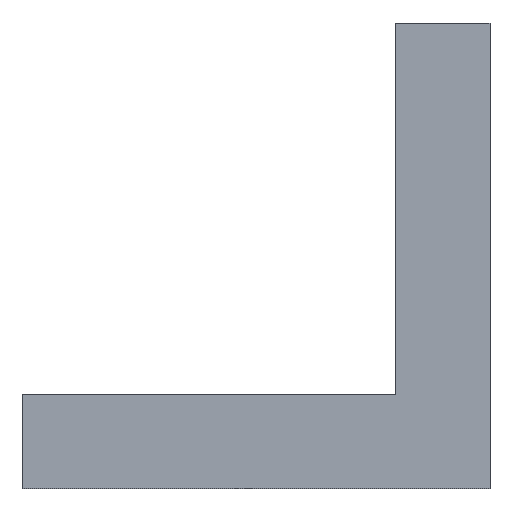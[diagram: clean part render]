
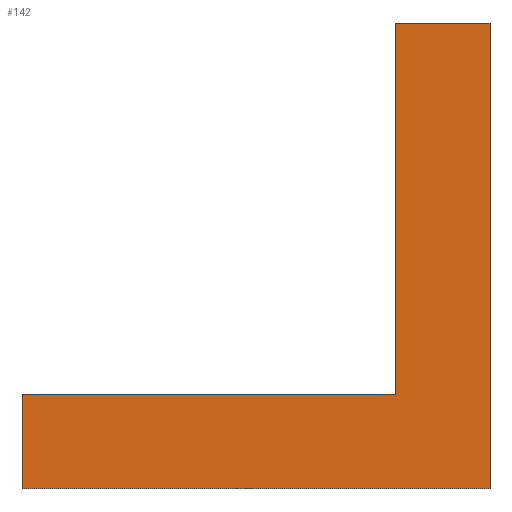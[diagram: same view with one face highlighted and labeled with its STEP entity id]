
A CAD part, top view. The second image highlights one B-rep face of the part: STEP entity #142.
In plain terms, the highlighted planar face has unit normal (0, 0, 1).
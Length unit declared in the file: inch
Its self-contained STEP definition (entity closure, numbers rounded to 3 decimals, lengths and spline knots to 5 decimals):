
#16=FACE_OUTER_BOUND('',#24,.T.);
#24=EDGE_LOOP('',(#101,#102,#103,#104,#105,#106));
#34=LINE('',#216,#52);
#35=LINE('',#219,#53);
#36=LINE('',#221,#54);
#37=LINE('',#223,#55);
#38=LINE('',#225,#56);
#39=LINE('',#226,#57);
#52=VECTOR('',#178,0.3937);
#53=VECTOR('',#181,0.3937);
#54=VECTOR('',#182,0.3937);
#55=VECTOR('',#183,0.3937);
#56=VECTOR('',#184,0.3937);
#57=VECTOR('',#185,0.3937);
#68=VERTEX_POINT('',#210);
#70=VERTEX_POINT('',#214);
#71=VERTEX_POINT('',#218);
#72=VERTEX_POINT('',#220);
#73=VERTEX_POINT('',#222);
#74=VERTEX_POINT('',#224);
#82=EDGE_CURVE('',#68,#70,#34,.T.);
#83=EDGE_CURVE('',#71,#70,#35,.T.);
#84=EDGE_CURVE('',#71,#72,#36,.T.);
#85=EDGE_CURVE('',#72,#73,#37,.T.);
#86=EDGE_CURVE('',#74,#73,#38,.T.);
#87=EDGE_CURVE('',#74,#68,#39,.T.);
#101=ORIENTED_EDGE('',*,*,#82,.T.);
#102=ORIENTED_EDGE('',*,*,#83,.F.);
#103=ORIENTED_EDGE('',*,*,#84,.T.);
#104=ORIENTED_EDGE('',*,*,#85,.T.);
#105=ORIENTED_EDGE('',*,*,#86,.F.);
#106=ORIENTED_EDGE('',*,*,#87,.T.);
#134=PLANE('',#164);
#142=ADVANCED_FACE('',(#16),#134,.T.);
#164=AXIS2_PLACEMENT_3D('',#217,#179,#180);
#178=DIRECTION('',(0.,-1.,0.));
#179=DIRECTION('center_axis',(0.,0.,
1.));
#180=DIRECTION('ref_axis',(1.,0.,0.));
#181=DIRECTION('',(-1.,0.,0.));
#182=DIRECTION('',(0.,1.,0.));
#183=DIRECTION('',(-1.,0.,0.));
#184=DIRECTION('',(0.,1.,0.));
#185=DIRECTION('',(-1.,0.,0.));
#210=CARTESIAN_POINT('',(-31.875,15.99996,4.52306));
#214=CARTESIAN_POINT('',(-31.875,11.99996,4.52306));
#216=CARTESIAN_POINT('',(-31.875,14.99996,4.52306));
#217=CARTESIAN_POINT('Origin',(-16.,15.99996,4.52306));
#218=CARTESIAN_POINT('',(-12.,11.99996,4.52306));
#219=CARTESIAN_POINT('',(0.,11.99996,4.52306));
#220=CARTESIAN_POINT('',(-12.,31.75454,4.52306));
#221=CARTESIAN_POINT('',(-12.,15.99996,4.52306));
#222=CARTESIAN_POINT('',(-16.,31.75454,4.52306));
#223=CARTESIAN_POINT('',(-4.5,31.75454,4.52306));
#224=CARTESIAN_POINT('',(-16.,15.99996,4.52306));
#225=CARTESIAN_POINT('',(-16.,15.99996,4.52306));
#226=CARTESIAN_POINT('',(0.,15.99996,4.52306));
